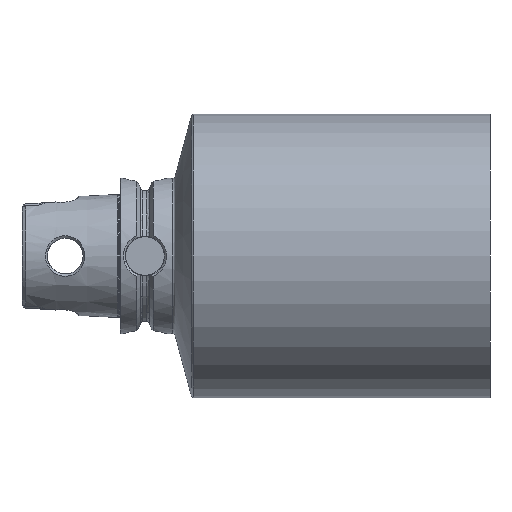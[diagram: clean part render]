
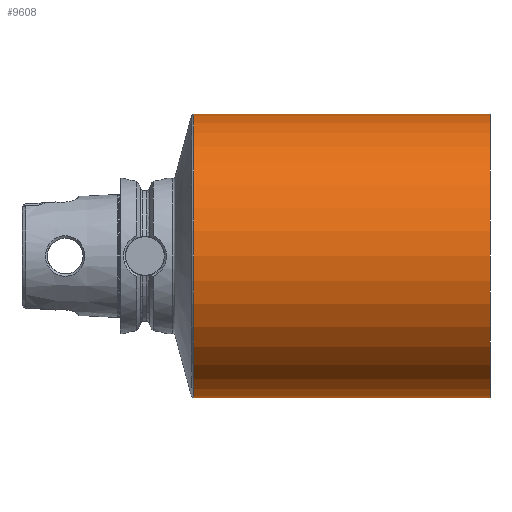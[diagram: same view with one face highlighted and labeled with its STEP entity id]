
A CAD part, front view. The second image highlights one B-rep face of the part: STEP entity #9608.
In plain terms, the highlighted cylindrical face has radius 57.5 mm (diameter 115 mm), a partial arc.
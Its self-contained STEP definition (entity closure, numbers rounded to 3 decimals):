
#266 = LINE ( 'NONE', #4624, #8598 ) ;
#487 = EDGE_CURVE ( 'NONE', #3017, #5135, #800, .T. ) ;
#672 = ORIENTED_EDGE ( 'NONE', *, *, #5356, .F. ) ;
#800 = CIRCLE ( 'NONE', #4492, 57.5 ) ;
#1187 = CARTESIAN_POINT ( 'NONE',  ( 150., 0., 57.5 ) ) ;
#1319 = VERTEX_POINT ( 'NONE', #7258 ) ;
#1410 = EDGE_CURVE ( 'NONE', #5135, #1319, #5698, .T. ) ;
#3017 = VERTEX_POINT ( 'NONE', #6145 ) ;
#3288 = ORIENTED_EDGE ( 'NONE', *, *, #1410, .T. ) ;
#3478 = DIRECTION ( 'NONE',  ( 0., 0., 1. ) ) ;
#3566 = DIRECTION ( 'NONE',  ( -1., 0., 0. ) ) ;
#3697 = DIRECTION ( 'NONE',  ( 0., 0., 1. ) ) ;
#3885 = AXIS2_PLACEMENT_3D ( 'NONE', #7742, #10133, #3697 ) ;
#4054 = VERTEX_POINT ( 'NONE', #10081 ) ;
#4492 = AXIS2_PLACEMENT_3D ( 'NONE', #5717, #5497, #3478 ) ;
#4624 = CARTESIAN_POINT ( 'NONE',  ( -43.779, 0., -57.5 ) ) ;
#4809 = EDGE_CURVE ( 'NONE', #4054, #1319, #10173, .T. ) ;
#4904 = EDGE_LOOP ( 'NONE', ( #672, #9161, #3288, #5679 ) ) ;
#5014 = CYLINDRICAL_SURFACE ( 'NONE', #3885, 57.5 ) ;
#5135 = VERTEX_POINT ( 'NONE', #1187 ) ;
#5356 = EDGE_CURVE ( 'NONE', #3017, #4054, #266, .T. ) ;
#5497 = DIRECTION ( 'NONE',  ( -1., 0., 0. ) ) ;
#5679 = ORIENTED_EDGE ( 'NONE', *, *, #4809, .F. ) ;
#5698 = LINE ( 'NONE', #8834, #7813 ) ;
#5717 = CARTESIAN_POINT ( 'NONE',  ( 150., 0., 0. ) ) ;
#6145 = CARTESIAN_POINT ( 'NONE',  ( 150., 0., -57.5 ) ) ;
#7134 = FACE_OUTER_BOUND ( 'NONE', #4904, .T. ) ;
#7258 = CARTESIAN_POINT ( 'NONE',  ( 29.741, 0., 57.5 ) ) ;
#7742 = CARTESIAN_POINT ( 'NONE',  ( -43.779, 0., 0. ) ) ;
#7813 = VECTOR ( 'NONE', #9317, 1000. ) ;
#7917 = AXIS2_PLACEMENT_3D ( 'NONE', #8390, #3566, #8511 ) ;
#8390 = CARTESIAN_POINT ( 'NONE',  ( 29.741, 0., 0. ) ) ;
#8511 = DIRECTION ( 'NONE',  ( 0., 0., 1. ) ) ;
#8598 = VECTOR ( 'NONE', #10250, 1000. ) ;
#8834 = CARTESIAN_POINT ( 'NONE',  ( -43.779, 0., 57.5 ) ) ;
#9161 = ORIENTED_EDGE ( 'NONE', *, *, #487, .T. ) ;
#9317 = DIRECTION ( 'NONE',  ( -1., 0., 0. ) ) ;
#9608 = ADVANCED_FACE ( 'NONE', ( #7134 ), #5014, .T. ) ;
#10081 = CARTESIAN_POINT ( 'NONE',  ( 29.741, 0., -57.5 ) ) ;
#10133 = DIRECTION ( 'NONE',  ( -1., 0., 0. ) ) ;
#10173 = CIRCLE ( 'NONE', #7917, 57.5 ) ;
#10250 = DIRECTION ( 'NONE',  ( -1., 0., 0. ) ) ;
